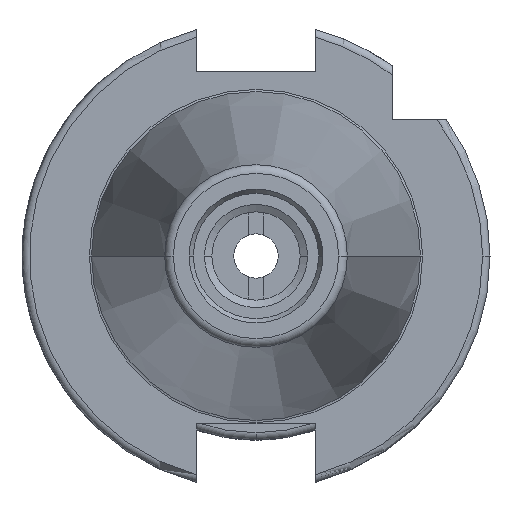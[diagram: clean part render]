
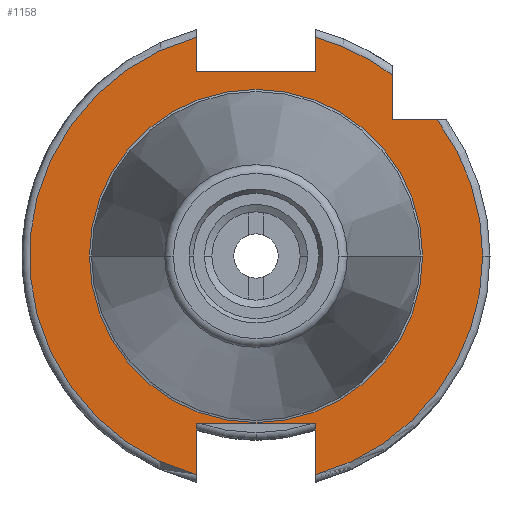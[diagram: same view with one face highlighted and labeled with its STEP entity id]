
A CAD part, left-side view. The second image highlights one B-rep face of the part: STEP entity #1158.
In plain terms, the highlighted planar face has unit normal (-1, 0, 0).
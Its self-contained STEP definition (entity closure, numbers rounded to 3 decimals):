
#894 = VERTEX_POINT ( 'NONE', #3490 ) ;
#896 = EDGE_CURVE ( 'NONE', #894, #952, #3488, .T. ) ;
#952 = VERTEX_POINT ( 'NONE', #3567 ) ;
#1060 = VERTEX_POINT ( 'NONE', #3839 ) ;
#1141 = VERTEX_POINT ( 'NONE', #3973 ) ;
#1143 = EDGE_CURVE ( 'NONE', #1060, #1141, #3972, .T. ) ;
#1144 = ORIENTED_EDGE ( 'NONE', *, *, #1145, .F. ) ;
#1145 = EDGE_CURVE ( 'NONE', #1146, #1169, #3967, .T. ) ;
#1146 = VERTEX_POINT ( 'NONE', #4025 ) ;
#1147 = ORIENTED_EDGE ( 'NONE', *, *, #1148, .F. ) ;
#1148 = EDGE_CURVE ( 'NONE', #1149, #1146, #4024, .T. ) ;
#1149 = VERTEX_POINT ( 'NONE', #4020 ) ;
#1150 = ORIENTED_EDGE ( 'NONE', *, *, #1151, .T. ) ;
#1151 = EDGE_CURVE ( 'NONE', #1149, #1152, #4019, .T. ) ;
#1152 = VERTEX_POINT ( 'NONE', #4014 ) ;
#1153 = ORIENTED_EDGE ( 'NONE', *, *, #1154, .T. ) ;
#1154 = EDGE_CURVE ( 'NONE', #1152, #1155, #4013, .T. ) ;
#1155 = VERTEX_POINT ( 'NONE', #4009 ) ;
#1156 = ORIENTED_EDGE ( 'NONE', *, *, #1157, .F. ) ;
#1157 = EDGE_CURVE ( 'NONE', #1216, #1155, #4008, .T. ) ;
#1158 = ADVANCED_FACE ( 'NONE', ( #4004, #4003 ), #4002, .F. ) ;
#1159 = ORIENTED_EDGE ( 'NONE', *, *, #1160, .F. ) ;
#1160 = EDGE_CURVE ( 'NONE', #952, #894, #3996, .T. ) ;
#1161 = ORIENTED_EDGE ( 'NONE', *, *, #896, .F. ) ;
#1162 = EDGE_LOOP ( 'NONE', ( #1163, #1166, #1167, #1144, #1147, #1150, #1153, #1156, #1217, #1220, #1223, #1226 ) ) ;
#1163 = ORIENTED_EDGE ( 'NONE', *, *, #1164, .F. ) ;
#1164 = EDGE_CURVE ( 'NONE', #1060, #1165, #4053, .T. ) ;
#1165 = VERTEX_POINT ( 'NONE', #4049 ) ;
#1166 = ORIENTED_EDGE ( 'NONE', *, *, #1143, .T. ) ;
#1167 = ORIENTED_EDGE ( 'NONE', *, *, #1168, .T. ) ;
#1168 = EDGE_CURVE ( 'NONE', #1141, #1169, #4048, .T. ) ;
#1169 = VERTEX_POINT ( 'NONE', #4043 ) ;
#1185 = EDGE_LOOP ( 'NONE', ( #1159, #1161 ) ) ;
#1216 = VERTEX_POINT ( 'NONE', #4134 ) ;
#1217 = ORIENTED_EDGE ( 'NONE', *, *, #1218, .T. ) ;
#1218 = EDGE_CURVE ( 'NONE', #1216, #1219, #4121, .T. ) ;
#1219 = VERTEX_POINT ( 'NONE', #4117 ) ;
#1220 = ORIENTED_EDGE ( 'NONE', *, *, #1221, .T. ) ;
#1221 = EDGE_CURVE ( 'NONE', #1219, #1222, #4178, .T. ) ;
#1222 = VERTEX_POINT ( 'NONE', #4179 ) ;
#1223 = ORIENTED_EDGE ( 'NONE', *, *, #1224, .F. ) ;
#1224 = EDGE_CURVE ( 'NONE', #1225, #1222, #4173, .T. ) ;
#1225 = VERTEX_POINT ( 'NONE', #4169 ) ;
#1226 = ORIENTED_EDGE ( 'NONE', *, *, #1227, .T. ) ;
#1227 = EDGE_CURVE ( 'NONE', #1225, #1165, #4168, .T. ) ;
#3484 = DIRECTION ( 'NONE',  ( 0., -1., 0. ) ) ;
#3485 = DIRECTION ( 'NONE',  ( -1., 0., 0. ) ) ;
#3486 = CARTESIAN_POINT ( 'NONE',  ( 3.2, 0., 0. ) ) ;
#3487 = AXIS2_PLACEMENT_3D ( 'NONE', #3486, #3485, #3484 ) ;
#3488 = CIRCLE ( 'NONE', #3487, 22.625 ) ;
#3490 = CARTESIAN_POINT ( 'NONE',  ( 3.2, 22.625, 0. ) ) ;
#3567 = CARTESIAN_POINT ( 'NONE',  ( 3.2, -22.625, 0. ) ) ;
#3839 = CARTESIAN_POINT ( 'NONE',  ( 3.2, -8.05, -29.704 ) ) ;
#3964 = DIRECTION ( 'NONE',  ( 0., -1., 0. ) ) ;
#3965 = VECTOR ( 'NONE', #3964, 1000. ) ;
#3966 = CARTESIAN_POINT ( 'NONE',  ( 3.2, -18.5, 18.5 ) ) ;
#3967 = LINE ( 'NONE', #3966, #3965 ) ;
#3968 = DIRECTION ( 'NONE',  ( 0., -1., 0. ) ) ;
#3969 = DIRECTION ( 'NONE',  ( -1., 0., 0. ) ) ;
#3970 = CARTESIAN_POINT ( 'NONE',  ( 3.2, 0., 0. ) ) ;
#3971 = AXIS2_PLACEMENT_3D ( 'NONE', #3970, #3969, #3968 ) ;
#3972 = CIRCLE ( 'NONE', #3971, 30.775 ) ;
#3973 = CARTESIAN_POINT ( 'NONE',  ( 3.2, -30.775, 0. ) ) ;
#3996 = CIRCLE ( 'NONE', #4056, 22.625 ) ;
#3997 = DIRECTION ( 'NONE',  ( 0., 1., 0. ) ) ;
#3998 = DIRECTION ( 'NONE',  ( 1., 0., 0. ) ) ;
#3999 = CARTESIAN_POINT ( 'NONE',  ( 3.2, 30.775, 0. ) ) ;
#4000 = CARTESIAN_POINT ( 'NONE',  ( 3.2, 0., 0. ) ) ;
#4001 = AXIS2_PLACEMENT_3D ( 'NONE', #3999, #3998, #3997 ) ;
#4002 = PLANE ( 'NONE',  #4001 ) ;
#4003 = FACE_OUTER_BOUND ( 'NONE', #1162, .T. ) ;
#4004 = FACE_BOUND ( 'NONE', #1185, .T. ) ;
#4005 = DIRECTION ( 'NONE',  ( 0., -1., 0. ) ) ;
#4006 = VECTOR ( 'NONE', #4005, 1000. ) ;
#4007 = CARTESIAN_POINT ( 'NONE',  ( 3.2, 30.775, 25. ) ) ;
#4008 = LINE ( 'NONE', #4007, #4006 ) ;
#4009 = CARTESIAN_POINT ( 'NONE',  ( 3.2, -8.05, 25. ) ) ;
#4010 = DIRECTION ( 'NONE',  ( 0., 0., -1. ) ) ;
#4011 = VECTOR ( 'NONE', #4010, 1000. ) ;
#4012 = CARTESIAN_POINT ( 'NONE',  ( 3.2, -8.05, 0. ) ) ;
#4013 = LINE ( 'NONE', #4012, #4011 ) ;
#4014 = CARTESIAN_POINT ( 'NONE',  ( 3.2, -8.05, 29.704 ) ) ;
#4015 = DIRECTION ( 'NONE',  ( 0., -1., 0. ) ) ;
#4016 = DIRECTION ( 'NONE',  ( -1., 0., 0. ) ) ;
#4017 = CARTESIAN_POINT ( 'NONE',  ( 3.2, 0., 0. ) ) ;
#4018 = AXIS2_PLACEMENT_3D ( 'NONE', #4017, #4016, #4015 ) ;
#4019 = CIRCLE ( 'NONE', #4018, 30.775 ) ;
#4020 = CARTESIAN_POINT ( 'NONE',  ( 3.2, -18.5, 24.594 ) ) ;
#4021 = DIRECTION ( 'NONE',  ( 0., 0., -1. ) ) ;
#4022 = VECTOR ( 'NONE', #4021, 1000. ) ;
#4023 = CARTESIAN_POINT ( 'NONE',  ( 3.2, -18.5, 25.834 ) ) ;
#4024 = LINE ( 'NONE', #4023, #4022 ) ;
#4025 = CARTESIAN_POINT ( 'NONE',  ( 3.2, -18.5, 18.5 ) ) ;
#4043 = CARTESIAN_POINT ( 'NONE',  ( 3.2, -24.594, 18.5 ) ) ;
#4044 = DIRECTION ( 'NONE',  ( 0., -1., 0. ) ) ;
#4045 = DIRECTION ( 'NONE',  ( -1., 0., 0. ) ) ;
#4046 = CARTESIAN_POINT ( 'NONE',  ( 3.2, 0., 0. ) ) ;
#4047 = AXIS2_PLACEMENT_3D ( 'NONE', #4046, #4045, #4044 ) ;
#4048 = CIRCLE ( 'NONE', #4047, 30.775 ) ;
#4049 = CARTESIAN_POINT ( 'NONE',  ( 3.2, -8.05, -22.8 ) ) ;
#4050 = DIRECTION ( 'NONE',  ( 0., 0., 1. ) ) ;
#4051 = VECTOR ( 'NONE', #4050, 1000. ) ;
#4052 = CARTESIAN_POINT ( 'NONE',  ( 3.2, -8.05, 0. ) ) ;
#4053 = LINE ( 'NONE', #4052, #4051 ) ;
#4054 = DIRECTION ( 'NONE',  ( 0., -1., 0. ) ) ;
#4055 = DIRECTION ( 'NONE',  ( -1., 0., 0. ) ) ;
#4056 = AXIS2_PLACEMENT_3D ( 'NONE', #4000, #4055, #4054 ) ;
#4117 = CARTESIAN_POINT ( 'NONE',  ( 3.2, 8.05, 29.704 ) ) ;
#4118 = DIRECTION ( 'NONE',  ( 0., 0., 1. ) ) ;
#4119 = VECTOR ( 'NONE', #4118, 1000. ) ;
#4120 = CARTESIAN_POINT ( 'NONE',  ( 3.2, 8.05, 0. ) ) ;
#4121 = LINE ( 'NONE', #4120, #4119 ) ;
#4134 = CARTESIAN_POINT ( 'NONE',  ( 3.2, 8.05, 25. ) ) ;
#4165 = DIRECTION ( 'NONE',  ( 0., -1., 0. ) ) ;
#4166 = VECTOR ( 'NONE', #4165, 1000. ) ;
#4167 = CARTESIAN_POINT ( 'NONE',  ( 3.2, 30.775, -22.8 ) ) ;
#4168 = LINE ( 'NONE', #4167, #4166 ) ;
#4169 = CARTESIAN_POINT ( 'NONE',  ( 3.2, 8.05, -22.8 ) ) ;
#4170 = DIRECTION ( 'NONE',  ( 0., 0., -1. ) ) ;
#4171 = VECTOR ( 'NONE', #4170, 1000. ) ;
#4172 = CARTESIAN_POINT ( 'NONE',  ( 3.2, 8.05, 0. ) ) ;
#4173 = LINE ( 'NONE', #4172, #4171 ) ;
#4174 = DIRECTION ( 'NONE',  ( 0., -1., 0. ) ) ;
#4175 = DIRECTION ( 'NONE',  ( -1., 0., 0. ) ) ;
#4176 = CARTESIAN_POINT ( 'NONE',  ( 3.2, 0., 0. ) ) ;
#4177 = AXIS2_PLACEMENT_3D ( 'NONE', #4176, #4175, #4174 ) ;
#4178 = CIRCLE ( 'NONE', #4177, 30.775 ) ;
#4179 = CARTESIAN_POINT ( 'NONE',  ( 3.2, 8.05, -29.704 ) ) ;
